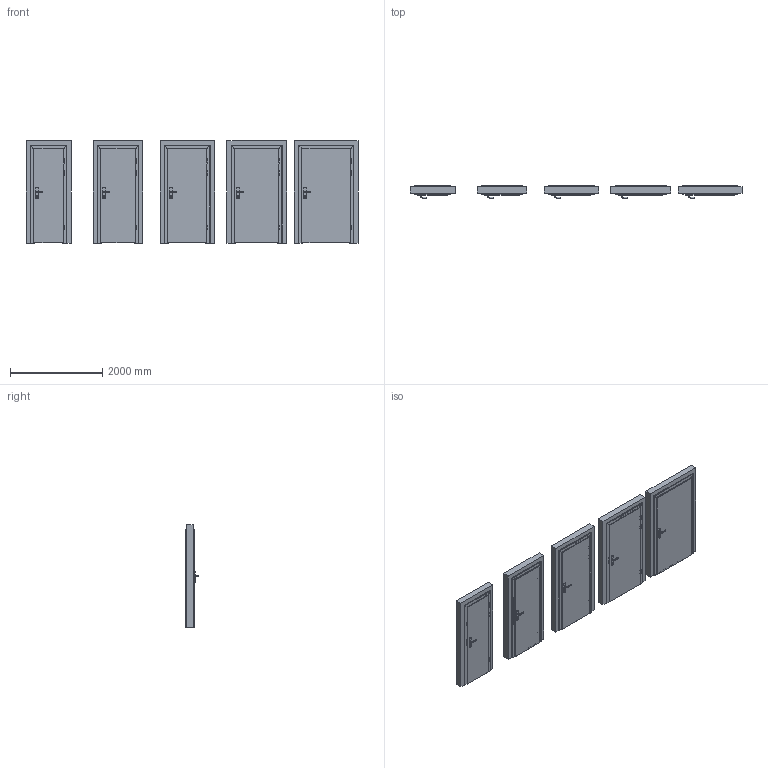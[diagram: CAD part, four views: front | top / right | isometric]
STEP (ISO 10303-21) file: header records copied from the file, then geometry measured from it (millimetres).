
FILE_DESCRIPTION(/* description */ (''),/* implementation_level */ '2;1');
FILE_NAME(/* name */ '050179_A_2-Drzwi akustyczne 32 dB na ościeżnicy Porta System..stp',/* time_stamp */ '2024-09-26T13:34:22+02:00',/* author */ (''),/* organization */ (''),/* preprocessor_version */ 'ST-DEVELOPER v16',/* originating_system */ 'SIEMENS PLM Software NX 11.0',/* authorisation */ '');
FILE_SCHEMA (('AUTOMOTIVE_DESIGN { 1 0 10303 214 3 1 1 1 }'));
Products named in the file (1): bkni4F700132ewfe
Bounding box: 7180 x 267.25 x 2210 mm (x, y, z)
Volume: 1066495228.3 mm3; surface area: 86800400.6 mm2
Topology: 395 solids, 395 shells, 6830 faces, 16663 edges, 10843 vertices
Faces by surface type: plane 4495, cylinder 1100, bspline 800, cone 370, torus 45, sphere 20
Full cylindrical faces by diameter (mm): 3.3 x15, 4 x40, 4.5 x30, 5 x35, 5.5 x5, 7 x10, 7.2 x30, 7.5 x15, 7.8 x15, 8 x100, 13.5 x30, 15 x75, 18 x10, 20 x15, 30 x10
Entity records: 214633 total; most frequent: CARTESIAN_POINT 60704, ORIENTED_EDGE 31050, DIRECTION 28782, EDGE_CURVE 15525, LINE 10940, VECTOR 10940, VERTEX_POINT 10585, AXIS2_PLACEMENT_3D 8921
